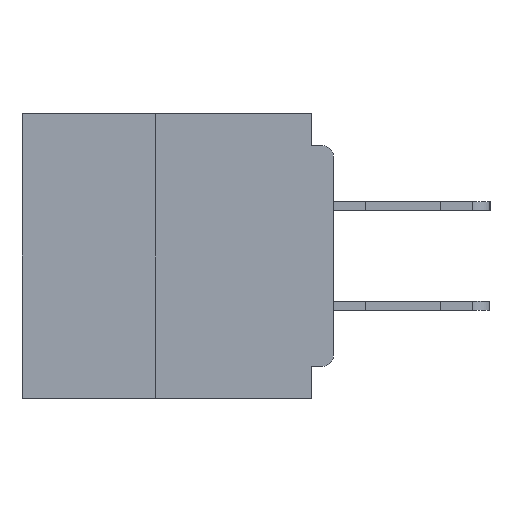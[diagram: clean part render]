
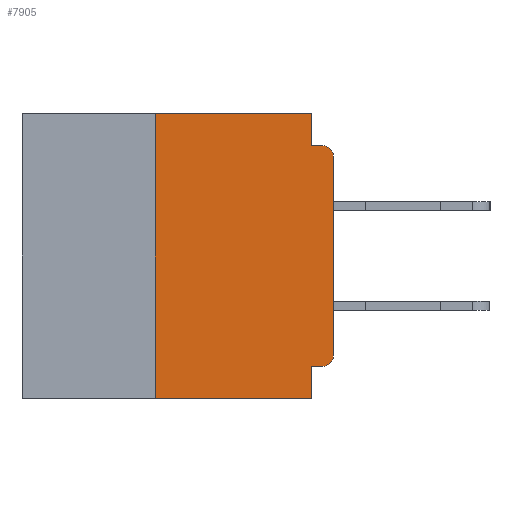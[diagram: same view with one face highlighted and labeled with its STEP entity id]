
A CAD part, left-side view. The second image highlights one B-rep face of the part: STEP entity #7905.
In plain terms, the highlighted planar face has unit normal (-1, 0, 0).
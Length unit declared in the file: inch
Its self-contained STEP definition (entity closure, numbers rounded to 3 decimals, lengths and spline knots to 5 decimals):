
#723 = FACE_OUTER_BOUND ( 'NONE', #53165, .T. ) ;
#976 = VECTOR ( 'NONE', #17649, 39.37008 ) ;
#2081 = DIRECTION ( 'NONE',  ( 0., 0., -1. ) ) ;
#2611 = EDGE_CURVE ( 'NONE', #36973, #36319, #27810, .T. ) ;
#2886 = CARTESIAN_POINT ( 'NONE',  ( 0., 0.015, -0.355 ) ) ;
#3814 = LINE ( 'NONE', #45865, #47691 ) ;
#4425 = DIRECTION ( 'NONE',  ( 1., 0., 0. ) ) ;
#5314 = VECTOR ( 'NONE', #46536, 39.37008 ) ;
#5362 = EDGE_CURVE ( 'NONE', #50147, #40449, #37915, .T. ) ;
#6184 = LINE ( 'NONE', #51157, #36679 ) ;
#6374 = CARTESIAN_POINT ( 'NONE',  ( 0., 0., -0.06 ) ) ;
#7651 = CARTESIAN_POINT ( 'NONE',  ( 0., 0., -0.34 ) ) ;
#7905 = ADVANCED_FACE ( 'NONE', ( #723 ), #12542, .F. ) ;
#8338 = VECTOR ( 'NONE', #38881, 39.37008 ) ;
#9528 = CARTESIAN_POINT ( 'NONE',  ( 0., 0., -0.355 ) ) ;
#10195 = VERTEX_POINT ( 'NONE', #16987 ) ;
#11935 = VECTOR ( 'NONE', #21588, 39.37008 ) ;
#11991 = LINE ( 'NONE', #41339, #976 ) ;
#12309 = CARTESIAN_POINT ( 'NONE',  ( 0., 0., 0. ) ) ;
#12542 = PLANE ( 'NONE',  #13803 ) ;
#13803 = AXIS2_PLACEMENT_3D ( 'NONE', #29304, #4425, #33443 ) ;
#15031 = LINE ( 'NONE', #9528, #5314 ) ;
#15458 = EDGE_CURVE ( 'NONE', #52278, #47540, #11991, .T. ) ;
#16543 = EDGE_CURVE ( 'NONE', #45408, #10195, #3814, .T. ) ;
#16987 = CARTESIAN_POINT ( 'NONE',  ( 0., 0.031, 0. ) ) ;
#17586 = ORIENTED_EDGE ( 'NONE', *, *, #5362, .T. ) ;
#17649 = DIRECTION ( 'NONE',  ( 0., -1., 0. ) ) ;
#18352 = ORIENTED_EDGE ( 'NONE', *, *, #34152, .T. ) ;
#18495 = ORIENTED_EDGE ( 'NONE', *, *, #2611, .F. ) ;
#19315 = ORIENTED_EDGE ( 'NONE', *, *, #53070, .F. ) ;
#19388 = ORIENTED_EDGE ( 'NONE', *, *, #16543, .F. ) ;
#19898 = ORIENTED_EDGE ( 'NONE', *, *, #49807, .F. ) ;
#20061 = ORIENTED_EDGE ( 'NONE', *, *, #15458, .T. ) ;
#20319 = ORIENTED_EDGE ( 'NONE', *, *, #35439, .F. ) ;
#20603 = CARTESIAN_POINT ( 'NONE',  ( 0., 0.015, -0.34 ) ) ;
#21382 = ORIENTED_EDGE ( 'NONE', *, *, #25540, .F. ) ;
#21588 = DIRECTION ( 'NONE',  ( 0., 0., 1. ) ) ;
#21837 = ORIENTED_EDGE ( 'NONE', *, *, #25362, .T. ) ;
#23702 = AXIS2_PLACEMENT_3D ( 'NONE', #51417, #26904, #2081 ) ;
#24062 = VERTEX_POINT ( 'NONE', #2886 ) ;
#24778 = DIRECTION ( 'NONE',  ( 0., 0., -1. ) ) ;
#25362 = EDGE_CURVE ( 'NONE', #24062, #50147, #25404, .T. ) ;
#25404 = CIRCLE ( 'NONE', #29028, 0.015 ) ;
#25540 = EDGE_CURVE ( 'NONE', #24062, #33963, #15031, .T. ) ;
#26904 = DIRECTION ( 'NONE',  ( -1., 0., 0. ) ) ;
#27311 = CARTESIAN_POINT ( 'NONE',  ( 0., 0.031, -0.4 ) ) ;
#27810 = LINE ( 'NONE', #45103, #37502 ) ;
#29028 = AXIS2_PLACEMENT_3D ( 'NONE', #20603, #49375, #24778 ) ;
#29275 = CIRCLE ( 'NONE', #23702, 0.015 ) ;
#29304 = CARTESIAN_POINT ( 'NONE',  ( 0., 0.437, 0. ) ) ;
#30450 = LINE ( 'NONE', #34787, #8338 ) ;
#33443 = DIRECTION ( 'NONE',  ( 0., 0., -1. ) ) ;
#33721 = DIRECTION ( 'NONE',  ( 0., -1., 0. ) ) ;
#33963 = VERTEX_POINT ( 'NONE', #49128 ) ;
#34051 = LINE ( 'NONE', #42219, #11935 ) ;
#34152 = EDGE_CURVE ( 'NONE', #40449, #36319, #29275, .T. ) ;
#34240 = CARTESIAN_POINT ( 'NONE',  ( 0., 0.25, 0. ) ) ;
#34787 = CARTESIAN_POINT ( 'NONE',  ( 0., 0.031, -0.4 ) ) ;
#35004 = DIRECTION ( 'NONE',  ( 0., 0., -1. ) ) ;
#35439 = EDGE_CURVE ( 'NONE', #33963, #47540, #30450, .T. ) ;
#36319 = VERTEX_POINT ( 'NONE', #51296 ) ;
#36649 = VECTOR ( 'NONE', #41274, 39.37008 ) ;
#36679 = VECTOR ( 'NONE', #35004, 39.37008 ) ;
#36973 = VERTEX_POINT ( 'NONE', #39183 ) ;
#37502 = VECTOR ( 'NONE', #45233, 39.37008 ) ;
#37915 = LINE ( 'NONE', #12309, #36649 ) ;
#38881 = DIRECTION ( 'NONE',  ( 0., 0., -1. ) ) ;
#39183 = CARTESIAN_POINT ( 'NONE',  ( 0., 0.031, -0.045 ) ) ;
#40449 = VERTEX_POINT ( 'NONE', #6374 ) ;
#41274 = DIRECTION ( 'NONE',  ( 0., 0., 1. ) ) ;
#41339 = CARTESIAN_POINT ( 'NONE',  ( 0., 0.437, -0.4 ) ) ;
#42219 = CARTESIAN_POINT ( 'NONE',  ( 0., 0.25, -0.4 ) ) ;
#42402 = CARTESIAN_POINT ( 'NONE',  ( 0., 0.25, -0.4 ) ) ;
#45103 = CARTESIAN_POINT ( 'NONE',  ( 0., 0., -0.045 ) ) ;
#45233 = DIRECTION ( 'NONE',  ( 0., -1., 0. ) ) ;
#45408 = VERTEX_POINT ( 'NONE', #34240 ) ;
#45865 = CARTESIAN_POINT ( 'NONE',  ( 0., 0.437, 0. ) ) ;
#46536 = DIRECTION ( 'NONE',  ( 0., 1., 0. ) ) ;
#47540 = VERTEX_POINT ( 'NONE', #27311 ) ;
#47691 = VECTOR ( 'NONE', #33721, 39.37008 ) ;
#49128 = CARTESIAN_POINT ( 'NONE',  ( 0., 0.031, -0.355 ) ) ;
#49375 = DIRECTION ( 'NONE',  ( -1., 0., 0. ) ) ;
#49807 = EDGE_CURVE ( 'NONE', #52278, #45408, #34051, .T. ) ;
#50147 = VERTEX_POINT ( 'NONE', #7651 ) ;
#51157 = CARTESIAN_POINT ( 'NONE',  ( 0., 0.031, 0. ) ) ;
#51296 = CARTESIAN_POINT ( 'NONE',  ( 0., 0.015, -0.045 ) ) ;
#51417 = CARTESIAN_POINT ( 'NONE',  ( 0., 0.015, -0.06 ) ) ;
#52278 = VERTEX_POINT ( 'NONE', #42402 ) ;
#53070 = EDGE_CURVE ( 'NONE', #10195, #36973, #6184, .T. ) ;
#53165 = EDGE_LOOP ( 'NONE', ( #17586, #18352, #18495, #19315, #19388, #19898, #20061, #20319, #21382, #21837 ) ) ;
